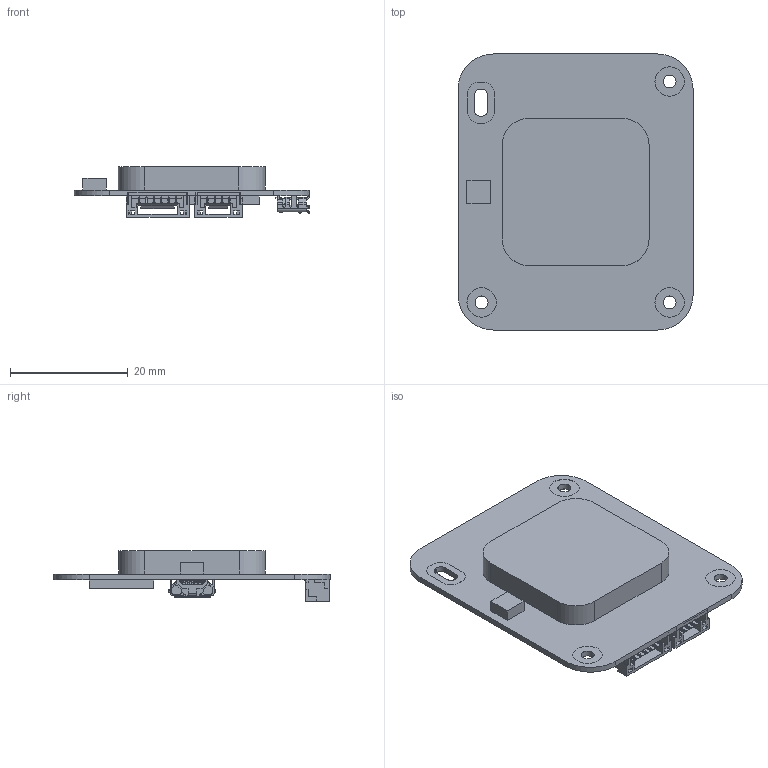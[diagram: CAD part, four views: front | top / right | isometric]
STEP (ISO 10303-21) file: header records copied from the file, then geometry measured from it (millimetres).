
FILE_DESCRIPTION(/* description */ (''),/* implementation_level */ '2;1');
FILE_NAME(/* name */ 'MRO GPS.step',/* time_stamp */ '2021-03-29T08:03:52-05:00',/* author */ (''),/* organization */ (''),/* preprocessor_version */ 'ST-DEVELOPER v18.1',/* originating_system */ 'Autodesk Translation Framework v9.10.0.1330',/* authorisation */ '');
FILE_SCHEMA (('AUTOMOTIVE_DESIGN { 1 0 10303 214 3 1 1 }'));
Length unit declared in the file: millimetre
Products named in the file (4): MRO GPS; SM04B-GHS-TB; SM06B-GHS-TB; Micro USB-B Female 5Pin SMD
Assembly tree (3 placements, depth 2):
  MRO GPS
    SM04B-GHS-TB
    SM06B-GHS-TB
    Micro USB-B Female 5Pin SMD
Bounding box: 40.14 x 47 x 8.65 mm (x, y, z)
Volume: 4753.7 mm3; surface area: 7351.4 mm2
Topology: 35 solids, 35 shells, 1090 faces, 3103 edges, 2054 vertices
Faces by surface type: plane 851, cylinder 230, bspline 9
Full cylindrical faces by diameter (mm): 2.2 x9, 5 x6
Entity records: 35637 total; most frequent: CARTESIAN_POINT 6321, ORIENTED_EDGE 6206, DIRECTION 5777, EDGE_CURVE 3103, LINE 2605, VECTOR 2605, VERTEX_POINT 2054, AXIS2_PLACEMENT_3D 1586
